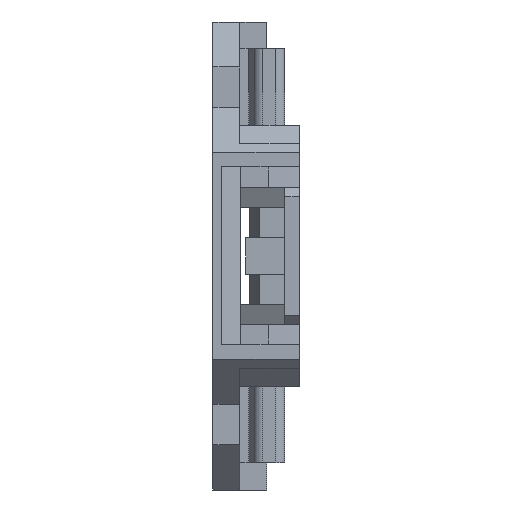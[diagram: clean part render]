
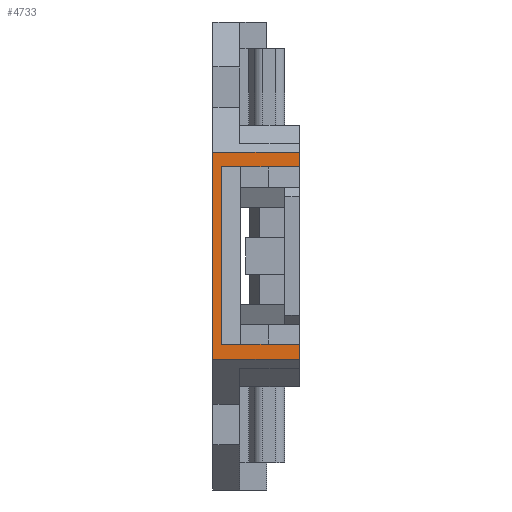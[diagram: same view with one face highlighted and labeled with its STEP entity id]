
A CAD part, left-side view. The second image highlights one B-rep face of the part: STEP entity #4733.
In plain terms, the highlighted planar face has unit normal (-1, 0, 0).
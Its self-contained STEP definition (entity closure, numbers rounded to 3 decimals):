
#51=DIRECTION('',(0.,0.,-1.));
#52=VECTOR('',#51,1.6);
#53=CARTESIAN_POINT('',(-62.85,-6.6,11.5));
#54=LINE('',#53,#52);
#871=DIRECTION('',(0.,0.,1.));
#872=VECTOR('',#871,23.);
#873=CARTESIAN_POINT('',(-62.85,3.,-11.5));
#874=LINE('',#873,#872);
#1088=DIRECTION('',(0.,1.,0.));
#1089=VECTOR('',#1088,9.6);
#1090=CARTESIAN_POINT('',(-62.85,-6.6,-11.5));
#1091=LINE('',#1090,#1089);
#1096=DIRECTION('',(0.,0.,1.));
#1097=VECTOR('',#1096,19.7);
#1098=CARTESIAN_POINT('',(-62.85,2.,-9.8));
#1099=LINE('',#1098,#1097);
#1100=DIRECTION('',(0.,0.,1.));
#1101=VECTOR('',#1100,1.7);
#1102=CARTESIAN_POINT('',(-62.85,-6.6,-11.5));
#1103=LINE('',#1102,#1101);
#1104=DIRECTION('',(0.,1.,0.));
#1105=VECTOR('',#1104,9.6);
#1106=CARTESIAN_POINT('',(-62.85,-6.6,11.5));
#1107=LINE('',#1106,#1105);
#1132=DIRECTION('',(0.,1.,0.));
#1133=VECTOR('',#1132,8.6);
#1134=CARTESIAN_POINT('',(-62.85,-6.6,9.9));
#1135=LINE('',#1134,#1133);
#1160=DIRECTION('',(0.,-1.,0.));
#1161=VECTOR('',#1160,8.6);
#1162=CARTESIAN_POINT('',(-62.85,2.,-9.8));
#1163=LINE('',#1162,#1161);
#2626=CARTESIAN_POINT('',(-62.85,3.,11.5));
#2627=VERTEX_POINT('',#2626);
#2628=CARTESIAN_POINT('',(-62.85,3.,-11.5));
#2629=VERTEX_POINT('',#2628);
#2788=CARTESIAN_POINT('',(-62.85,-6.6,-11.5));
#2790=VERTEX_POINT('',#2788);
#2792=CARTESIAN_POINT('',(-62.85,-6.6,-9.8));
#2793=VERTEX_POINT('',#2792);
#2914=CARTESIAN_POINT('',(-62.85,2.,9.9));
#2915=VERTEX_POINT('',#2914);
#2916=CARTESIAN_POINT('',(-62.85,-6.6,9.9));
#2917=VERTEX_POINT('',#2916);
#2948=CARTESIAN_POINT('',(-62.85,-6.6,11.5));
#2949=VERTEX_POINT('',#2948);
#2950=CARTESIAN_POINT('',(-62.85,2.,-9.8));
#2951=VERTEX_POINT('',#2950);
#4714=CARTESIAN_POINT('',(-62.85,0.,13.442));
#4715=DIRECTION('',(-1.,0.,0.));
#4716=DIRECTION('',(0.,0.,1.));
#4717=AXIS2_PLACEMENT_3D('',#4714,#4715,#4716);
#4718=PLANE('',#4717);
#4720=ORIENTED_EDGE('',*,*,#4719,.T.);
#4722=ORIENTED_EDGE('',*,*,#4721,.F.);
#4724=ORIENTED_EDGE('',*,*,#4723,.T.);
#4725=ORIENTED_EDGE('',*,*,#3307,.F.);
#4726=ORIENTED_EDGE('',*,*,#4697,.T.);
#4727=ORIENTED_EDGE('',*,*,#4532,.T.);
#4729=ORIENTED_EDGE('',*,*,#4728,.F.);
#4730=ORIENTED_EDGE('',*,*,#3280,.T.);
#4731=EDGE_LOOP('',(#4720,#4722,#4724,#4725,#4726,#4727,#4729,#4730));
#4732=FACE_OUTER_BOUND('',#4731,.F.);
#4733=ADVANCED_FACE('',(#4732),#4718,.T.);
#3280=EDGE_CURVE('',#2949,#2917,#54,.T.);
#3307=EDGE_CURVE('',#2790,#2793,#1103,.T.);
#4532=EDGE_CURVE('',#2629,#2627,#874,.T.);
#4697=EDGE_CURVE('',#2790,#2629,#1091,.T.);
#4719=EDGE_CURVE('',#2917,#2915,#1135,.T.);
#4721=EDGE_CURVE('',#2951,#2915,#1099,.T.);
#4723=EDGE_CURVE('',#2951,#2793,#1163,.T.);
#4728=EDGE_CURVE('',#2949,#2627,#1107,.T.);
